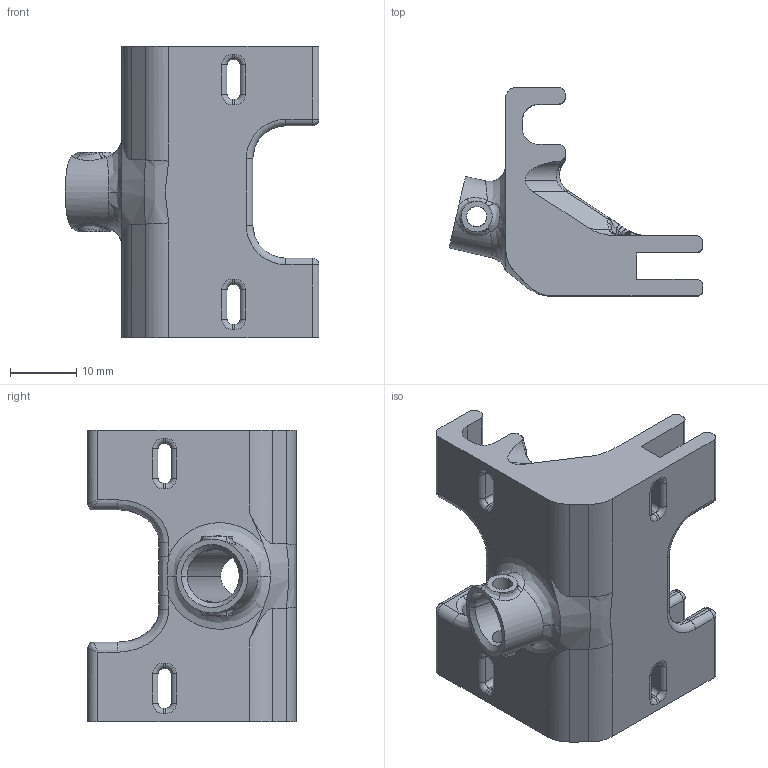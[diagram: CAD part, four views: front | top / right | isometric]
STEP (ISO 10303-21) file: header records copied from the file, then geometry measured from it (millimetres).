
FILE_DESCRIPTION (( 'STEP AP203' ), '1' );
FILE_NAME ('stick-support.STEP', '2024-09-19T23:24:24', ( '' ), ( '' ), '', '', '' );
FILE_SCHEMA (( 'CONFIG_CONTROL_DESIGN' ));
Length unit declared in the file: millimetre
Products named in the file (1): stick-support
Bounding box: 38.38 x 31.5 x 44 mm (x, y, z)
Volume: 14686.6 mm3; surface area: 6987.5 mm2
Topology: 1 solids, 1 shells, 301 faces, 759 edges, 437 vertices
Faces by surface type: cylinder 130, bspline 73, plane 58, torus 30, sphere 8, cone 2
Entity records: 11688 total; most frequent: CARTESIAN_POINT 5074, ORIENTED_EDGE 1482, DIRECTION 1277, EDGE_CURVE 741, AXIS2_PLACEMENT_3D 504, VERTEX_POINT 437, EDGE_LOOP 310, ADVANCED_FACE 301
